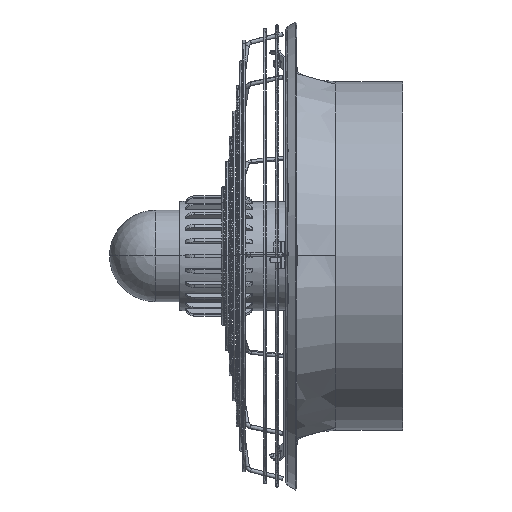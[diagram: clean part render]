
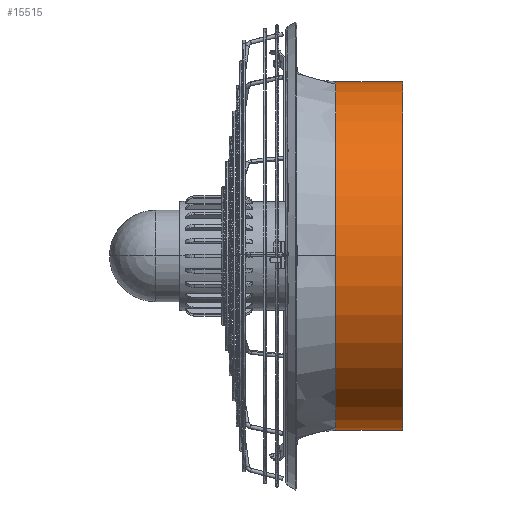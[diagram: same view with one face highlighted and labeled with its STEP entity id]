
A CAD part, top view. The second image highlights one B-rep face of the part: STEP entity #15515.
In plain terms, the highlighted cylindrical face has radius 156.5 mm (diameter 313 mm), a partial arc.
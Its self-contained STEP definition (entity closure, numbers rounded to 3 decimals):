
#2786 = LINE ( 'NONE', #40177, #13722 ) ;
#4570 = FACE_OUTER_BOUND ( 'NONE', #39759, .T. ) ;
#4949 = ORIENTED_EDGE ( 'NONE', *, *, #57368, .T. ) ;
#7615 = DIRECTION ( 'NONE',  ( 1., 0., 0. ) ) ;
#8399 = CIRCLE ( 'NONE', #12898, 156.5 ) ;
#8908 = CARTESIAN_POINT ( 'NONE',  ( 81.6, 70.255, -0.005 ) ) ;
#9707 = CARTESIAN_POINT ( 'NONE',  ( 141.6, -242.745, -0.005 ) ) ;
#10916 = VECTOR ( 'NONE', #53815, 1000. ) ;
#11251 = CARTESIAN_POINT ( 'NONE',  ( 111.6, -242.745, -0.005 ) ) ;
#12898 = AXIS2_PLACEMENT_3D ( 'NONE', #44621, #54139, #44416 ) ;
#13722 = VECTOR ( 'NONE', #59019, 1000. ) ;
#14578 = EDGE_CURVE ( 'NONE', #52522, #47485, #8399, .T. ) ;
#15515 = ADVANCED_FACE ( 'NONE', ( #4570 ), #48368, .T. ) ;
#15686 = CARTESIAN_POINT ( 'NONE',  ( 141.6, 70.255, -0.005 ) ) ;
#17982 = DIRECTION ( 'NONE',  ( 1., 0., 0. ) ) ;
#18432 = ORIENTED_EDGE ( 'NONE', *, *, #31205, .T. ) ;
#20873 = CIRCLE ( 'NONE', #58297, 156.5 ) ;
#21199 = CARTESIAN_POINT ( 'NONE',  ( 81.6, -242.745, -0.005 ) ) ;
#21437 = DIRECTION ( 'NONE',  ( 0., 1., 0. ) ) ;
#22036 = DIRECTION ( 'NONE',  ( 1., 0., 0. ) ) ;
#22912 = DIRECTION ( 'NONE',  ( 0., 0., 1. ) ) ;
#27633 = ORIENTED_EDGE ( 'NONE', *, *, #46319, .F. ) ;
#28127 = ORIENTED_EDGE ( 'NONE', *, *, #14578, .F. ) ;
#30293 = VERTEX_POINT ( 'NONE', #39441 ) ;
#30967 = CARTESIAN_POINT ( 'NONE',  ( 81.6, -86.245, -0.005 ) ) ;
#31205 = EDGE_CURVE ( 'NONE', #30293, #38440, #20873, .T. ) ;
#33009 = AXIS2_PLACEMENT_3D ( 'NONE', #40587, #22036, #21437 ) ;
#38440 = VERTEX_POINT ( 'NONE', #21199 ) ;
#39441 = CARTESIAN_POINT ( 'NONE',  ( 81.6, -86.245, 156.495 ) ) ;
#39759 = EDGE_LOOP ( 'NONE', ( #56289, #18432, #4949, #28127, #27633 ) ) ;
#40177 = CARTESIAN_POINT ( 'NONE',  ( 111.6, 70.255, -0.005 ) ) ;
#40316 = DIRECTION ( 'NONE',  ( 0., 0., 1. ) ) ;
#40587 = CARTESIAN_POINT ( 'NONE',  ( 111.6, -86.245, -0.005 ) ) ;
#40840 = AXIS2_PLACEMENT_3D ( 'NONE', #46135, #17982, #22912 ) ;
#44416 = DIRECTION ( 'NONE',  ( 0., 1., 0. ) ) ;
#44621 = CARTESIAN_POINT ( 'NONE',  ( 141.6, -86.245, -0.005 ) ) ;
#46135 = CARTESIAN_POINT ( 'NONE',  ( 81.6, -86.245, -0.005 ) ) ;
#46319 = EDGE_CURVE ( 'NONE', #54958, #52522, #2786, .T. ) ;
#47485 = VERTEX_POINT ( 'NONE', #9707 ) ;
#48368 = CYLINDRICAL_SURFACE ( 'NONE', #33009, 156.5 ) ;
#52522 = VERTEX_POINT ( 'NONE', #15686 ) ;
#53004 = EDGE_CURVE ( 'NONE', #54958, #30293, #57409, .T. ) ;
#53815 = DIRECTION ( 'NONE',  ( 1., 0., 0. ) ) ;
#54139 = DIRECTION ( 'NONE',  ( 1., 0., 0. ) ) ;
#54958 = VERTEX_POINT ( 'NONE', #8908 ) ;
#56289 = ORIENTED_EDGE ( 'NONE', *, *, #53004, .T. ) ;
#57368 = EDGE_CURVE ( 'NONE', #38440, #47485, #60433, .T. ) ;
#57409 = CIRCLE ( 'NONE', #40840, 156.5 ) ;
#58297 = AXIS2_PLACEMENT_3D ( 'NONE', #30967, #7615, #40316 ) ;
#59019 = DIRECTION ( 'NONE',  ( 1., 0., 0. ) ) ;
#60433 = LINE ( 'NONE', #11251, #10916 ) ;
